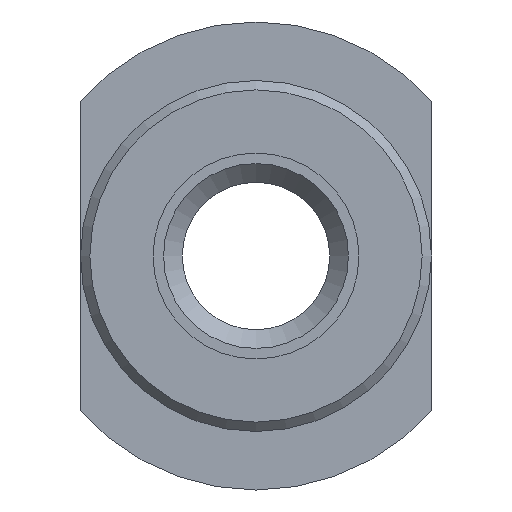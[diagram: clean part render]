
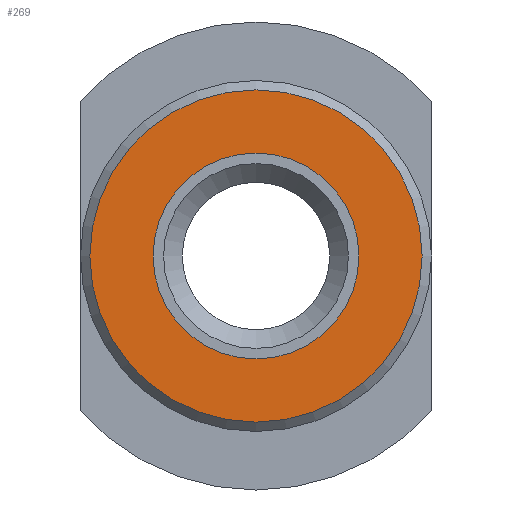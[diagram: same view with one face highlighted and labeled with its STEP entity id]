
A CAD part, front view. The second image highlights one B-rep face of the part: STEP entity #269.
In plain terms, the highlighted planar face has unit normal (0, -1, 0).
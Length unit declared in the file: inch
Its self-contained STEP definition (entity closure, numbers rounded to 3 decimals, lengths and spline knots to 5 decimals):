
#20=FACE_BOUND('',#93,.T.);
#44=CIRCLE('',#302,0.08875);
#45=CIRCLE('',#304,0.055);
#68=FACE_OUTER_BOUND('',#92,.T.);
#92=EDGE_LOOP('',(#236));
#93=EDGE_LOOP('',(#237));
#146=VERTEX_POINT('',#466);
#147=VERTEX_POINT('',#469);
#178=EDGE_CURVE('',#146,#146,#44,.T.);
#179=EDGE_CURVE('',#147,#147,#45,.T.);
#236=ORIENTED_EDGE('',*,*,#178,.F.);
#237=ORIENTED_EDGE('',*,*,#179,.T.);
#253=PLANE('',#303);
#269=ADVANCED_FACE('',(#68,#20),#253,.F.);
#302=AXIS2_PLACEMENT_3D('',#467,#376,#377);
#303=AXIS2_PLACEMENT_3D('',#468,#378,#379);
#304=AXIS2_PLACEMENT_3D('',#470,#380,#381);
#376=DIRECTION('center_axis',(0.,1.,0.));
#377=DIRECTION('ref_axis',(1.,0.,0.));
#378=DIRECTION('center_axis',(0.,1.,0.));
#379=DIRECTION('ref_axis',(0.,0.,1.));
#380=DIRECTION('center_axis',(0.,1.,0.));
#381=DIRECTION('ref_axis',(-1.,0.,0.));
#466=CARTESIAN_POINT('',(-0.08875,0.,0.));
#467=CARTESIAN_POINT('Origin',(0.,0.,0.));
#468=CARTESIAN_POINT('Origin',(0.,0.,0.));
#469=CARTESIAN_POINT('',(0.055,0.,0.));
#470=CARTESIAN_POINT('Origin',(0.,0.,0.));
